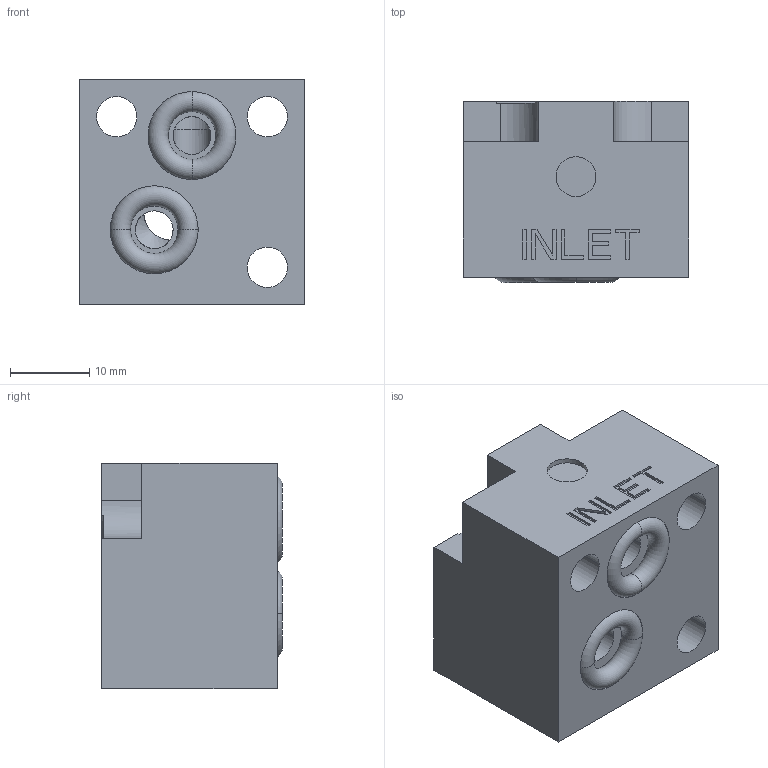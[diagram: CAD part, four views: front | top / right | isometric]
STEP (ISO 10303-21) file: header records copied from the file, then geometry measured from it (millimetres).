
FILE_DESCRIPTION((''),'2;1');
FILE_NAME('ILC31170100','2018-10-12T',('als'),(''),'PRO/ENGINEER BY PARAMETRIC TECHNOLOGY CORPORATION, 2013320','PRO/ENGINEER BY PARAMETRIC TECHNOLOGY CORPORATION, 2013320','');
FILE_SCHEMA(('AUTOMOTIVE_DESIGN { 1 0 10303 214 1 1 1 1 }'));
Length unit declared in the file: inch
Products named in the file (1): ILC31170100
Bounding box: 28.57 x 22.88 x 28.57 mm (x, y, z)
Volume: 13847.3 mm3; surface area: 6396 mm2
Topology: 1 solids, 2 shells, 115 faces, 303 edges, 198 vertices
Faces by surface type: plane 69, cylinder 35, cone 7, torus 4
Entity records: 4680 total; most frequent: CARTESIAN_POINT 765, DIRECTION 606, ORIENTED_EDGE 598, PRESENTATION_STYLE_ASSIGNMENT 303, STYLED_ITEM 303, CURVE_STYLE 301, EDGE_CURVE 301, VECTOR 208
